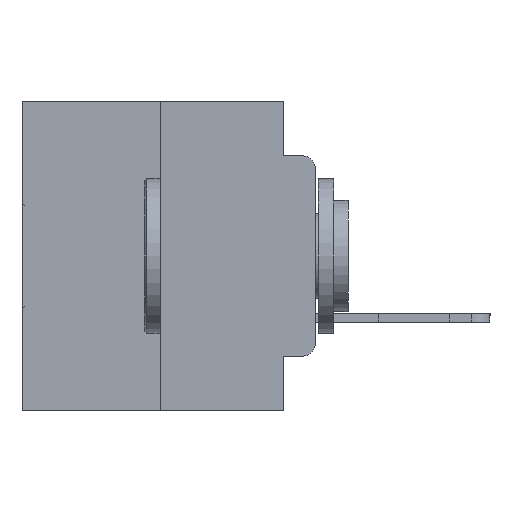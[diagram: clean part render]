
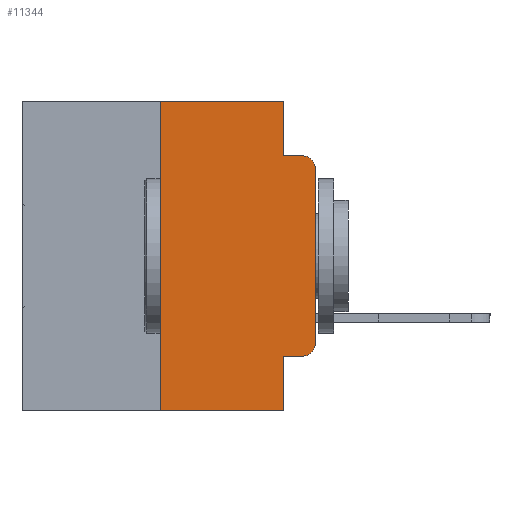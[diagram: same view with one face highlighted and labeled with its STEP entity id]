
A CAD part, left-side view. The second image highlights one B-rep face of the part: STEP entity #11344.
In plain terms, the highlighted planar face has unit normal (-1, 0, 0).
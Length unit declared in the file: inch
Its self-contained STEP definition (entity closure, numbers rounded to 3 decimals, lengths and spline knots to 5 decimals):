
#10 = DIRECTION ( 'NONE',  ( -1., 0., 0. ) ) ;
#501 = AXIS2_PLACEMENT_3D ( 'NONE', #13932, #10, #16203 ) ;
#1157 = CARTESIAN_POINT ( 'NONE',  ( 0., 0.051, -0.4115 ) ) ;
#1430 = ORIENTED_EDGE ( 'NONE', *, *, #7691, .F. ) ;
#1637 = VECTOR ( 'NONE', #13242, 39.37008 ) ;
#1666 = VERTEX_POINT ( 'NONE', #10714 ) ;
#2288 = DIRECTION ( 'NONE',  ( 0., -1., 0. ) ) ;
#2786 = DIRECTION ( 'NONE',  ( 0., -1., 0. ) ) ;
#2803 = EDGE_CURVE ( 'NONE', #18480, #7788, #9053, .T. ) ;
#2871 = VECTOR ( 'NONE', #2288, 39.37008 ) ;
#2873 = ORIENTED_EDGE ( 'NONE', *, *, #23913, .T. ) ;
#3050 = CARTESIAN_POINT ( 'NONE',  ( 0., 0.051, 0. ) ) ;
#3574 = EDGE_CURVE ( 'NONE', #15143, #1666, #20099, .T. ) ;
#3975 = CARTESIAN_POINT ( 'NONE',  ( 0., 0., -0.3915 ) ) ;
#4054 = CARTESIAN_POINT ( 'NONE',  ( 0., 0.473, -0.5 ) ) ;
#4485 = CARTESIAN_POINT ( 'NONE',  ( 0., 0., -0.1085 ) ) ;
#4954 = EDGE_CURVE ( 'NONE', #18480, #1666, #13973, .T. ) ;
#5300 = DIRECTION ( 'NONE',  ( 0., 0., 1. ) ) ;
#5460 = ORIENTED_EDGE ( 'NONE', *, *, #10215, .F. ) ;
#6131 = VECTOR ( 'NONE', #2786, 39.37008 ) ;
#6197 = ORIENTED_EDGE ( 'NONE', *, *, #17675, .T. ) ;
#6394 = VERTEX_POINT ( 'NONE', #27663 ) ;
#6825 = DIRECTION ( 'NONE',  ( 1., 0., 0. ) ) ;
#7652 = CARTESIAN_POINT ( 'NONE',  ( 0., 0.02, -0.3915 ) ) ;
#7691 = EDGE_CURVE ( 'NONE', #17434, #6394, #11573, .T. ) ;
#7788 = VERTEX_POINT ( 'NONE', #14801 ) ;
#8028 = CARTESIAN_POINT ( 'NONE',  ( 0., 0., 0. ) ) ;
#8734 = CARTESIAN_POINT ( 'NONE',  ( 0., 0.051, -0.4115 ) ) ;
#8953 = VECTOR ( 'NONE', #27830, 39.37008 ) ;
#9053 = LINE ( 'NONE', #1157, #2871 ) ;
#9655 = EDGE_LOOP ( 'NONE', ( #2873, #24768, #26191, #5460, #1430, #9830, #11987, #20186, #23038, #6197 ) ) ;
#9830 = ORIENTED_EDGE ( 'NONE', *, *, #19941, .F. ) ;
#10000 = DIRECTION ( 'NONE',  ( 0., 0., -1. ) ) ;
#10013 = VECTOR ( 'NONE', #26293, 39.37008 ) ;
#10215 = EDGE_CURVE ( 'NONE', #6394, #24674, #21045, .T. ) ;
#10714 = CARTESIAN_POINT ( 'NONE',  ( 0., 0.051, -0.5 ) ) ;
#10739 = LINE ( 'NONE', #8028, #10013 ) ;
#11344 = ADVANCED_FACE ( 'NONE', ( #15271 ), #29531, .F. ) ;
#11353 = VERTEX_POINT ( 'NONE', #4485 ) ;
#11573 = LINE ( 'NONE', #25740, #6131 ) ;
#11987 = ORIENTED_EDGE ( 'NONE', *, *, #3574, .T. ) ;
#12091 = EDGE_CURVE ( 'NONE', #24674, #22258, #13622, .T. ) ;
#12723 = VECTOR ( 'NONE', #5300, 39.37008 ) ;
#12819 = DIRECTION ( 'NONE',  ( 0., -1., 0. ) ) ;
#13242 = DIRECTION ( 'NONE',  ( 0., 0., -1. ) ) ;
#13622 = LINE ( 'NONE', #25564, #8953 ) ;
#13932 = CARTESIAN_POINT ( 'NONE',  ( 0., 0.02, -0.1085 ) ) ;
#13973 = LINE ( 'NONE', #26833, #1637 ) ;
#14053 = VECTOR ( 'NONE', #12819, 39.37008 ) ;
#14471 = CARTESIAN_POINT ( 'NONE',  ( 0., 0.25, 0. ) ) ;
#14572 = DIRECTION ( 'NONE',  ( 0., 0., -1. ) ) ;
#14801 = CARTESIAN_POINT ( 'NONE',  ( 0., 0.02, -0.4115 ) ) ;
#15143 = VERTEX_POINT ( 'NONE', #29479 ) ;
#15271 = FACE_OUTER_BOUND ( 'NONE', #9655, .T. ) ;
#15858 = CARTESIAN_POINT ( 'NONE',  ( 0., 0.02, -0.0885 ) ) ;
#16203 = DIRECTION ( 'NONE',  ( 0., 0., -1. ) ) ;
#17434 = VERTEX_POINT ( 'NONE', #20395 ) ;
#17675 = EDGE_CURVE ( 'NONE', #7788, #22157, #26128, .T. ) ;
#18480 = VERTEX_POINT ( 'NONE', #8734 ) ;
#19941 = EDGE_CURVE ( 'NONE', #15143, #17434, #24829, .T. ) ;
#20099 = LINE ( 'NONE', #4054, #14053 ) ;
#20186 = ORIENTED_EDGE ( 'NONE', *, *, #4954, .F. ) ;
#20395 = CARTESIAN_POINT ( 'NONE',  ( 0., 0.25, 0. ) ) ;
#20483 = CIRCLE ( 'NONE', #501, 0.02 ) ;
#20552 = CARTESIAN_POINT ( 'NONE',  ( 0., 0.473, 0. ) ) ;
#21045 = LINE ( 'NONE', #3050, #27042 ) ;
#22157 = VERTEX_POINT ( 'NONE', #3975 ) ;
#22254 = CARTESIAN_POINT ( 'NONE',  ( 0., 0.051, -0.0885 ) ) ;
#22258 = VERTEX_POINT ( 'NONE', #15858 ) ;
#22831 = DIRECTION ( 'NONE',  ( 0., 0., -1. ) ) ;
#23038 = ORIENTED_EDGE ( 'NONE', *, *, #2803, .T. ) ;
#23658 = DIRECTION ( 'NONE',  ( -1., 0., 0. ) ) ;
#23913 = EDGE_CURVE ( 'NONE', #22157, #11353, #10739, .T. ) ;
#24117 = AXIS2_PLACEMENT_3D ( 'NONE', #20552, #6825, #22831 ) ;
#24674 = VERTEX_POINT ( 'NONE', #22254 ) ;
#24768 = ORIENTED_EDGE ( 'NONE', *, *, #28656, .T. ) ;
#24829 = LINE ( 'NONE', #14471, #12723 ) ;
#25372 = AXIS2_PLACEMENT_3D ( 'NONE', #7652, #23658, #10000 ) ;
#25564 = CARTESIAN_POINT ( 'NONE',  ( 0., 0.051, -0.0885 ) ) ;
#25740 = CARTESIAN_POINT ( 'NONE',  ( 0., 0.473, 0. ) ) ;
#26128 = CIRCLE ( 'NONE', #25372, 0.02 ) ;
#26191 = ORIENTED_EDGE ( 'NONE', *, *, #12091, .F. ) ;
#26293 = DIRECTION ( 'NONE',  ( 0., 0., 1. ) ) ;
#26833 = CARTESIAN_POINT ( 'NONE',  ( 0., 0.051, 0. ) ) ;
#27042 = VECTOR ( 'NONE', #14572, 39.37008 ) ;
#27663 = CARTESIAN_POINT ( 'NONE',  ( 0., 0.051, 0. ) ) ;
#27830 = DIRECTION ( 'NONE',  ( 0., -1., 0. ) ) ;
#28656 = EDGE_CURVE ( 'NONE', #11353, #22258, #20483, .T. ) ;
#29479 = CARTESIAN_POINT ( 'NONE',  ( 0., 0.25, -0.5 ) ) ;
#29531 = PLANE ( 'NONE',  #24117 ) ;
